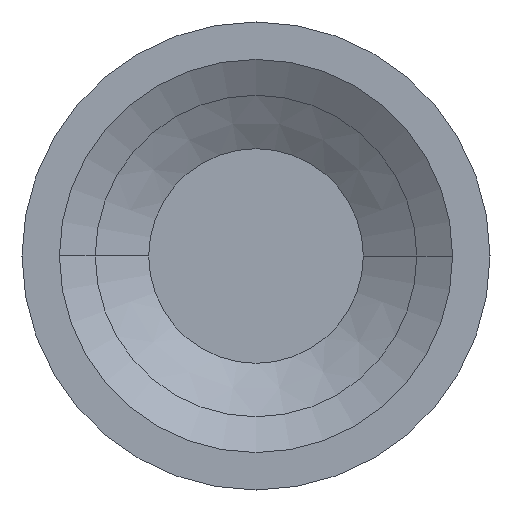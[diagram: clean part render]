
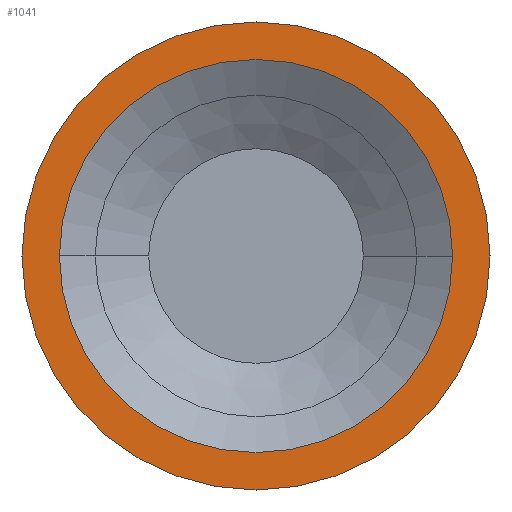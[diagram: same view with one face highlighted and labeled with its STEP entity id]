
A CAD part, front view. The second image highlights one B-rep face of the part: STEP entity #1041.
In plain terms, the highlighted planar face has unit normal (0, -1, 0).
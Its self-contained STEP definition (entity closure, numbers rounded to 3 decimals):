
#6 = FACE_OUTER_BOUND ( 'NONE', #1791, .T. ) ;
#16 = AXIS2_PLACEMENT_3D ( 'NONE', #1239, #171, #937 ) ;
#76 = CARTESIAN_POINT ( 'NONE',  ( -5.432, 0., 0. ) ) ;
#170 = AXIS2_PLACEMENT_3D ( 'NONE', #1299, #1491, #2351 ) ;
#171 = DIRECTION ( 'NONE',  ( 0., 1., 0. ) ) ;
#173 = VERTEX_POINT ( 'NONE', #509 ) ;
#174 = EDGE_CURVE ( 'NONE', #173, #2330, #1495, .T. ) ;
#224 = EDGE_CURVE ( 'NONE', #1436, #2301, #1918, .T. ) ;
#295 = CARTESIAN_POINT ( 'NONE',  ( -9.632, 0., 0. ) ) ;
#315 = DIRECTION ( 'NONE',  ( 0., 1., 0. ) ) ;
#477 = DIRECTION ( 'NONE',  ( -1., 0., 0. ) ) ;
#492 = CARTESIAN_POINT ( 'NONE',  ( -5.432, 0., 0. ) ) ;
#509 = CARTESIAN_POINT ( 'NONE',  ( -0.432, 0., 0. ) ) ;
#705 = CARTESIAN_POINT ( 'NONE',  ( -1.232, 0., 0. ) ) ;
#854 = AXIS2_PLACEMENT_3D ( 'NONE', #2318, #2370, #2347 ) ;
#891 = ORIENTED_EDGE ( 'NONE', *, *, #2081, .T. ) ;
#926 = DIRECTION ( 'NONE',  ( -1., 0., 0. ) ) ;
#937 = DIRECTION ( 'NONE',  ( -1., 0., 0. ) ) ;
#949 = ORIENTED_EDGE ( 'NONE', *, *, #1630, .F. ) ;
#1041 = ADVANCED_FACE ( 'NONE', ( #1271, #6 ), #2571, .T. ) ;
#1159 = DIRECTION ( 'NONE',  ( 0., 1., 0. ) ) ;
#1189 = AXIS2_PLACEMENT_3D ( 'NONE', #492, #1159, #477 ) ;
#1203 = AXIS2_PLACEMENT_3D ( 'NONE', #76, #315, #926 ) ;
#1222 = CIRCLE ( 'NONE', #16, 4.2 ) ;
#1239 = CARTESIAN_POINT ( 'NONE',  ( -5.432, 0., 0. ) ) ;
#1271 = FACE_BOUND ( 'NONE', #1867, .T. ) ;
#1299 = CARTESIAN_POINT ( 'NONE',  ( 0., 0., 0. ) ) ;
#1431 = CIRCLE ( 'NONE', #854, 5. ) ;
#1436 = VERTEX_POINT ( 'NONE', #705 ) ;
#1491 = DIRECTION ( 'NONE',  ( 0., -1., 0. ) ) ;
#1495 = CIRCLE ( 'NONE', #1189, 5. ) ;
#1630 = EDGE_CURVE ( 'NONE', #2330, #173, #1431, .T. ) ;
#1791 = EDGE_LOOP ( 'NONE', ( #949, #2500 ) ) ;
#1867 = EDGE_LOOP ( 'NONE', ( #891, #2574 ) ) ;
#1918 = CIRCLE ( 'NONE', #1203, 4.2 ) ;
#2081 = EDGE_CURVE ( 'NONE', #2301, #1436, #1222, .T. ) ;
#2301 = VERTEX_POINT ( 'NONE', #295 ) ;
#2318 = CARTESIAN_POINT ( 'NONE',  ( -5.432, 0., 0. ) ) ;
#2330 = VERTEX_POINT ( 'NONE', #2614 ) ;
#2347 = DIRECTION ( 'NONE',  ( -1., 0., 0. ) ) ;
#2351 = DIRECTION ( 'NONE',  ( 1., 0., 0. ) ) ;
#2370 = DIRECTION ( 'NONE',  ( 0., 1., 0. ) ) ;
#2500 = ORIENTED_EDGE ( 'NONE', *, *, #174, .F. ) ;
#2571 = PLANE ( 'NONE',  #170 ) ;
#2574 = ORIENTED_EDGE ( 'NONE', *, *, #224, .T. ) ;
#2614 = CARTESIAN_POINT ( 'NONE',  ( -10.432, 0., 0. ) ) ;
